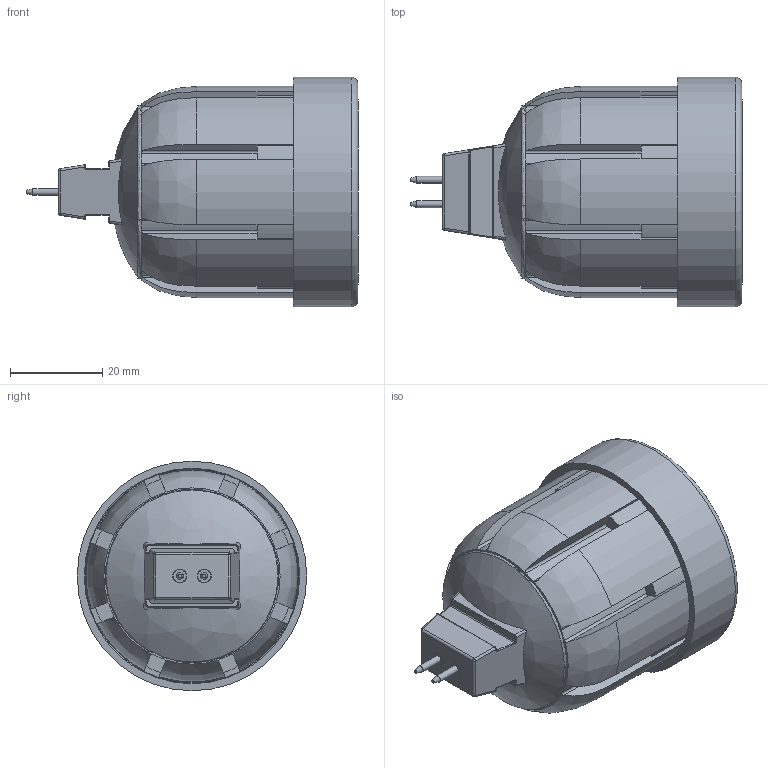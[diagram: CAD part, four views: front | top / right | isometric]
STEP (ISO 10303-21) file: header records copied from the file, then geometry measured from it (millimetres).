
FILE_DESCRIPTION(/* description */ (''),/* implementation_level */ '2;1');
FILE_NAME(/* name */ 'MR16 Full Assembly v3.step',/* time_stamp */ '2018-07-06T14:39:35-07:00',/* author */ ('wramsdell'),/* organization */ (''),/* preprocessor_version */ 'ST-DEVELOPER v17',/* originating_system */ 'Autodesk Translation Framework v7.1.0.215',/* authorisation */ '');
FILE_SCHEMA (('AUTOMOTIVE_DESIGN { 1 0 10303 214 3 1 1 }'));
Length unit declared in the file: millimetre
Products named in the file (52): MR16 Full Assembly; 9W_CS_LED v1; A-ND-012-01__AF1; 65-CJH-GY_AF0; 28-38-01__AF1; PINFOOT-TWO__AF1; 029-01-CONFIRE-VERSION-_AF0; rl0019_rev_a; PCB; LUX_3535L; LUX_3535L (1); LUX_3535L (2); LUX_3535L (3); BXEP; BXEP (1); rl0020_rev_a; PCB_1; 3220-10-0300-00; ABM8G; 0402; 0402 (1); 0402 (2); 0402 (3); 0805; 1206; 0603; SOT23-6; 2X3DFN8; 5X5QFN32; 2X2QFN8; NRS2012; SOD-123; 0402 (4); 0402 (5); 0402 (6); 0402 (7); 0402 (8); 0402 (9); 0805 (1); TP_SMT_1MM ...
Assembly tree (149 placements, depth 3):
  MR16 Full Assembly
    9W_CS_LED v1
      A-ND-012-01__AF1
      65-CJH-GY_AF0
      28-38-01__AF1
      PINFOOT-TWO__AF1
      029-01-CONFIRE-VERSION-_AF0
    rl0019_rev_a
      PCB
      LUX_3535L  x6
      LUX_3535L (1)  x6
      LUX_3535L (2)  x6
      LUX_3535L (3)  x6
      BXEP  x2
      BXEP (1)  x2
    rl0020_rev_a
      PCB_1
      3220-10-0300-00
      ABM8G
      0402  x4
      0402 (1)
      0402 (2)  x2
      0402 (3)  x8
      0805  x2
      1206
      0603
      SOT23-6
      2X3DFN8
      5X5QFN32
      2X2QFN8
      NRS2012
      SOD-123  x12
      0402 (4)  x7
      0402 (5)
      0402 (6)  x15
      0402 (7)  x2
      0402 (8)
      0402 (9)  x2
      0805 (1)  x6
      TP_SMT_1MM  x9
      SOT23-5  x6
      0805 (2)  x6
      0805 (3)  x2
      1206 (1)
      SOT-563  x3
      VLS6045EX  x6
    FLE-106-01-G-DV
      _C-96-01-06-DV
    FTSH-106-01-F-D-RA
      _FTSH-106-01-F-D-RA_body
      _FTSH-106-01-F-D-RA_pins1
      _FTSH-106-01-F-D-RA_pins2
Bounding box: 72.01 x 49.8 x 49.8 mm (x, y, z)
Volume: 39213.7 mm3; surface area: 43667.1 mm2
Topology: 146 solids, 146 shells, 1862 faces, 4626 edges, 3072 vertices
Faces by surface type: plane 1526, cylinder 197, cone 77, bspline 42, sphere 12, torus 8
Full cylindrical faces by diameter (mm): 0.305 x20, 0.508 x5, 1.5 x4, 2 x2, 2.1 x2, 2.2 x2, 2.3 x2, 2.8 x2, 2.9 x2, 3 x2, 4 x4, 4.2 x2, 22.8 x1, 38 x2, 39 x1, 41.6 x1, 47.672 x4, 49.8 x1
Entity records: 46294 total; most frequent: CARTESIAN_POINT 13266, DIRECTION 6381, ORIENTED_EDGE 6372, EDGE_CURVE 3186, LINE 2331, VECTOR 2331, VERTEX_POINT 2112, AXIS2_PLACEMENT_3D 2025
